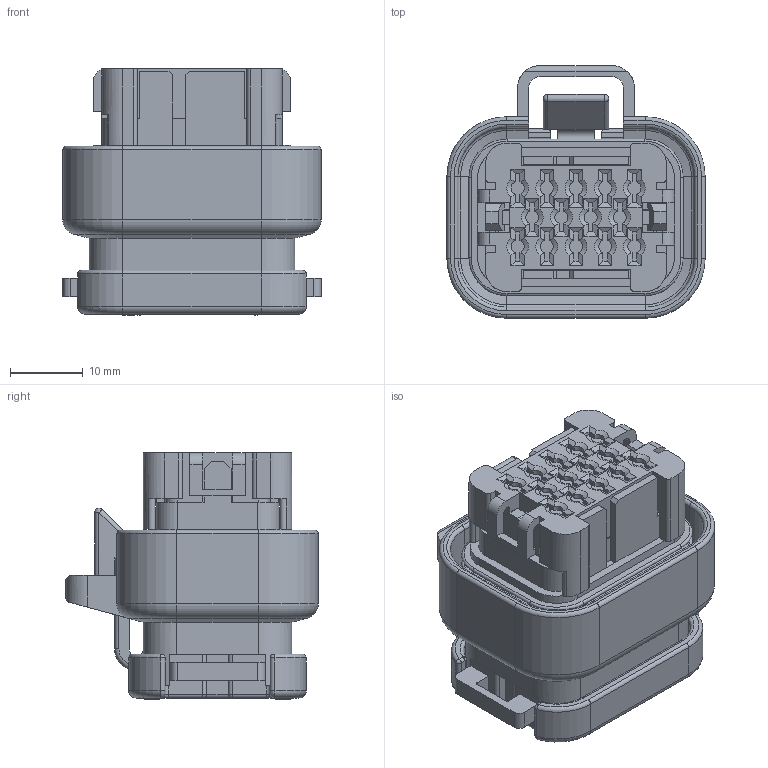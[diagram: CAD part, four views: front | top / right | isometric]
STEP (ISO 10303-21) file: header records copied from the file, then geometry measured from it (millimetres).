
FILE_DESCRIPTION((''),'2;1');
FILE_NAME('C-776273-1','2009-11-20T',('workeradm'),(''),'PRO/ENGINEER BY PARAMETRIC TECHNOLOGY CORPORATION, 2008380','PRO/ENGINEER BY PARAMETRIC TECHNOLOGY CORPORATION, 2008380','');
FILE_SCHEMA(('AUTOMOTIVE_DESIGN { 1 0 10303 214 1 1 1 1 }'));
Length unit declared in the file: millimetre
Products named in the file (1): C-776273-1
Bounding box: 35.4 x 34.6 x 33.75 mm (x, y, z)
Volume: 18598 mm3; surface area: 11079.9 mm2
Topology: 3 solids, 3 shells, 910 faces, 2344 edges, 1468 vertices
Faces by surface type: plane 554, cylinder 248, torus 52, cone 36, sphere 14, bspline 4, extrusion 2
Entity records: 27852 total; most frequent: CARTESIAN_POINT 5407, ORIENTED_EDGE 4688, DIRECTION 4654, EDGE_CURVE 2344, VECTOR 1662, LINE 1660, AXIS2_PLACEMENT_3D 1496, VERTEX_POINT 1468
